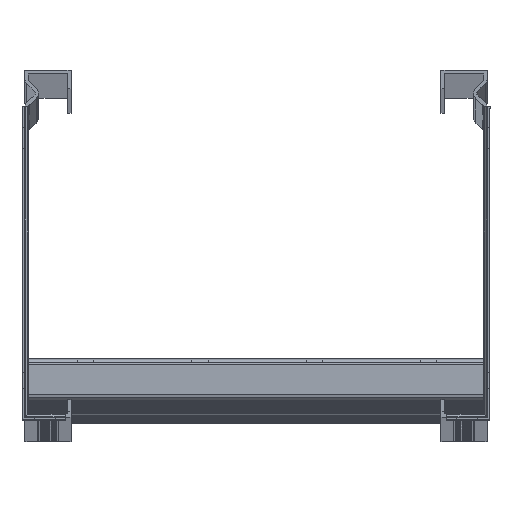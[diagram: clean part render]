
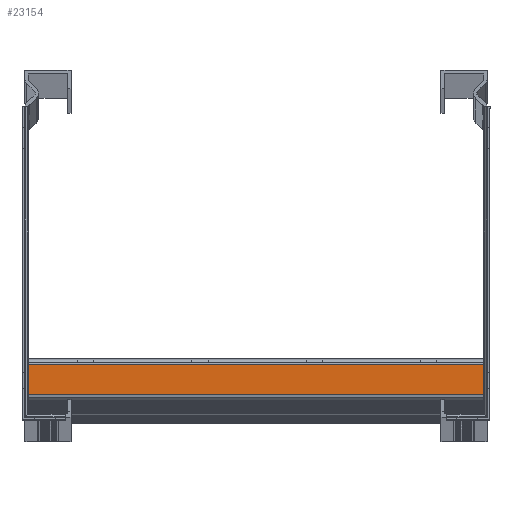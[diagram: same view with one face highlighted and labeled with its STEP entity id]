
A CAD part, top view. The second image highlights one B-rep face of the part: STEP entity #23154.
In plain terms, the highlighted face is planar.
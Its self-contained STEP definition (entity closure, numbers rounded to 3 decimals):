
#543 = LINE ( 'NONE', #3556, #8066 ) ;
#1255 = LINE ( 'NONE', #26296, #8758 ) ;
#1405 = AXIS2_PLACEMENT_3D ( 'NONE', #8709, #22421, #30109 ) ;
#3556 = CARTESIAN_POINT ( 'NONE',  ( 18., 18., 98.5 ) ) ;
#3659 = ORIENTED_EDGE ( 'NONE', *, *, #9996, .T. ) ;
#3792 = ORIENTED_EDGE ( 'NONE', *, *, #11456, .T. ) ;
#4380 = CARTESIAN_POINT ( 'NONE',  ( 18., 15.5, 98.5 ) ) ;
#5008 = DIRECTION ( 'NONE',  ( 0., -1., 0. ) ) ;
#5014 = VECTOR ( 'NONE', #25824, 1000. ) ;
#5996 = CARTESIAN_POINT ( 'NONE',  ( 18., 15.5, -98.5 ) ) ;
#8066 = VECTOR ( 'NONE', #24966, 1000. ) ;
#8588 = VERTEX_POINT ( 'NONE', #20440 ) ;
#8709 = CARTESIAN_POINT ( 'NONE',  ( 18., 18., 98.5 ) ) ;
#8758 = VECTOR ( 'NONE', #15743, 1000. ) ;
#9996 = EDGE_CURVE ( 'NONE', #26681, #27484, #543, .T. ) ;
#10305 = CARTESIAN_POINT ( 'NONE',  ( 18., 18., -98.5 ) ) ;
#11456 = EDGE_CURVE ( 'NONE', #27484, #8588, #28773, .T. ) ;
#11892 = LINE ( 'NONE', #10305, #28543 ) ;
#15743 = DIRECTION ( 'NONE',  ( 0., 0., -1. ) ) ;
#20440 = CARTESIAN_POINT ( 'NONE',  ( 18., 2.5, -98.5 ) ) ;
#22421 = DIRECTION ( 'NONE',  ( 1., 0., 0. ) ) ;
#23154 = ADVANCED_FACE ( 'NONE', ( #23340 ), #27525, .T. ) ;
#23164 = CARTESIAN_POINT ( 'NONE',  ( 18., 2.5, 98.5 ) ) ;
#23340 = FACE_OUTER_BOUND ( 'NONE', #33487, .T. ) ;
#24966 = DIRECTION ( 'NONE',  ( 0., -1., 0. ) ) ;
#25824 = DIRECTION ( 'NONE',  ( 0., 0., -1. ) ) ;
#26154 = EDGE_CURVE ( 'NONE', #31051, #8588, #11892, .T. ) ;
#26296 = CARTESIAN_POINT ( 'NONE',  ( 18., 15.5, 98.5 ) ) ;
#26681 = VERTEX_POINT ( 'NONE', #4380 ) ;
#27484 = VERTEX_POINT ( 'NONE', #31737 ) ;
#27525 = PLANE ( 'NONE',  #1405 ) ;
#28420 = ORIENTED_EDGE ( 'NONE', *, *, #26154, .F. ) ;
#28543 = VECTOR ( 'NONE', #5008, 1000. ) ;
#28773 = LINE ( 'NONE', #23164, #5014 ) ;
#30109 = DIRECTION ( 'NONE',  ( 0., 0., -1. ) ) ;
#31051 = VERTEX_POINT ( 'NONE', #5996 ) ;
#31247 = ORIENTED_EDGE ( 'NONE', *, *, #32913, .F. ) ;
#31737 = CARTESIAN_POINT ( 'NONE',  ( 18., 2.5, 98.5 ) ) ;
#32913 = EDGE_CURVE ( 'NONE', #26681, #31051, #1255, .T. ) ;
#33487 = EDGE_LOOP ( 'NONE', ( #28420, #31247, #3659, #3792 ) ) ;
